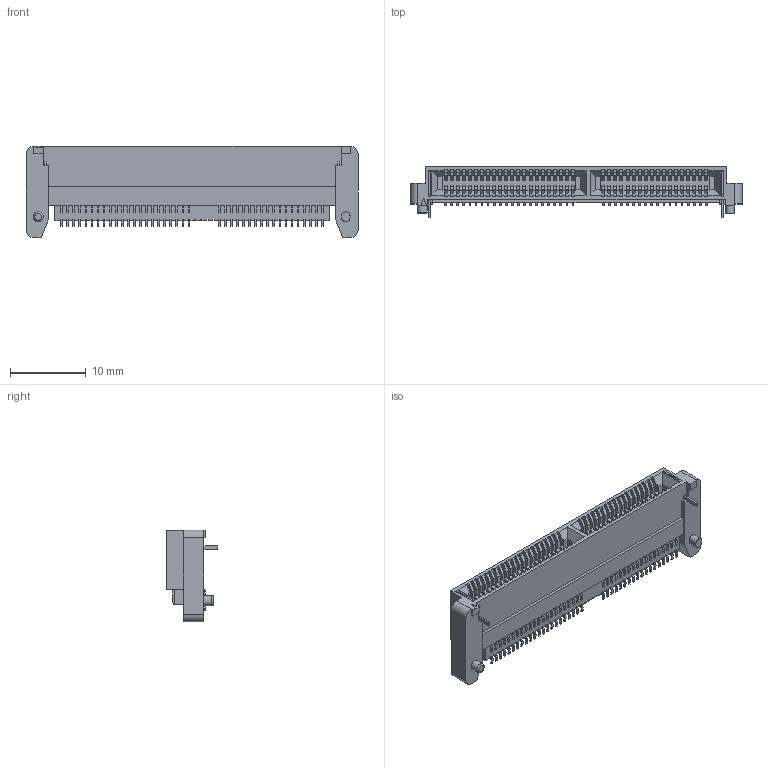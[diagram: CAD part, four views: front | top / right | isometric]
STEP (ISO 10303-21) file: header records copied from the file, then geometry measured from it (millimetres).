
FILE_DESCRIPTION(/* description */ ('STEP AP214'),/* implementation_level */ '2;1');
FILE_NAME(/* name */ 'HSEC8-140-01-L-RA-TR',/* time_stamp */ '2024-01-18T14:53:41+01:00',/* author */ ('License CC BY-ND 4.0'),/* organization */ ('CADENAS'),/* preprocessor_version */ 'ST-DEVELOPER v19.3',/* originating_system */ 'PARTsolutions',/* authorisation */ ' ');
FILE_SCHEMA (('AUTOMOTIVE_DESIGN {1 0 10303 214 3 1 1}'));
Products named in the file (3): HSEC8-140-01-L-RA-TR; C-272-40; HSEC8-40-01-D-RA-_socket
Assembly tree (2 placements, depth 2):
  HSEC8-140-01-L-RA-TR
    C-272-40
    HSEC8-40-01-D-RA-_socket
Bounding box: 43.8 x 6.74 x 12.05 mm (x, y, z)
Volume: 1293.3 mm3; surface area: 3569.5 mm2
Topology: 2 solids, 2 shells, 2564 faces, 7644 edges, 5091 vertices
Faces by surface type: plane 2152, cylinder 411, torus 1
Full cylindrical faces by diameter (mm): 1.32 x1
Entity records: 85125 total; most frequent: CARTESIAN_POINT 15300, ORIENTED_EDGE 15284, DIRECTION 13599, EDGE_CURVE 7642, LINE 6819, VECTOR 6819, VERTEX_POINT 5091, AXIS2_PLACEMENT_3D 3390
